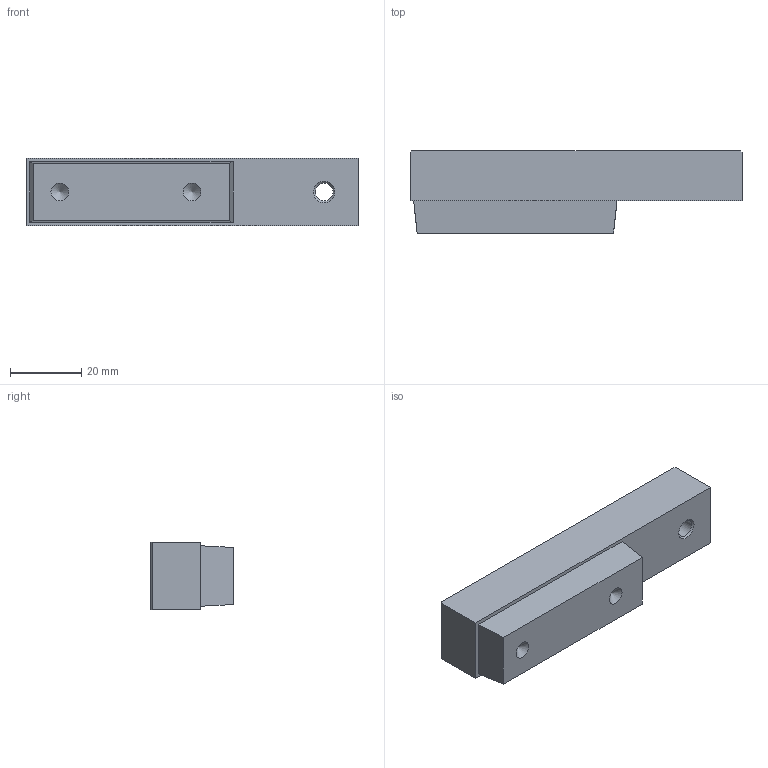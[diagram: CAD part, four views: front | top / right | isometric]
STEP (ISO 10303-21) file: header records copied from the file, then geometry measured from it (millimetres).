
FILE_DESCRIPTION(/* description */ (''),/* implementation_level */ '2;1');
FILE_NAME(/* name */ '90',/* time_stamp */ '2012-10-10T11:21:06+08:00',/* author */ (''),/* organization */ (''),/* preprocessor_version */ 'ST-DEVELOPER v9',/* originating_system */ 'UGS - NX 4.0',/* authorisation */ '');
FILE_SCHEMA (('CONFIG_CONTROL_DESIGN'));
Length unit declared in the file: millimetre
Products named in the file (1): Admi7E4Cnq70
Bounding box: 93 x 23 x 19 mm (x, y, z)
Volume: 32731.1 mm3; surface area: 8063.4 mm2
Topology: 1 solids, 1 shells, 18 faces, 44 edges, 29 vertices
Faces by surface type: plane 13, cone 4, cylinder 1
Full cylindrical faces by diameter (mm): 5 x1
Entity records: 572 total; most frequent: CARTESIAN_POINT 83, DIRECTION 80, ORIENTED_EDGE 72, EDGE_CURVE 36, LINE 30, VECTOR 30, VERTEX_POINT 28, EDGE_LOOP 26
